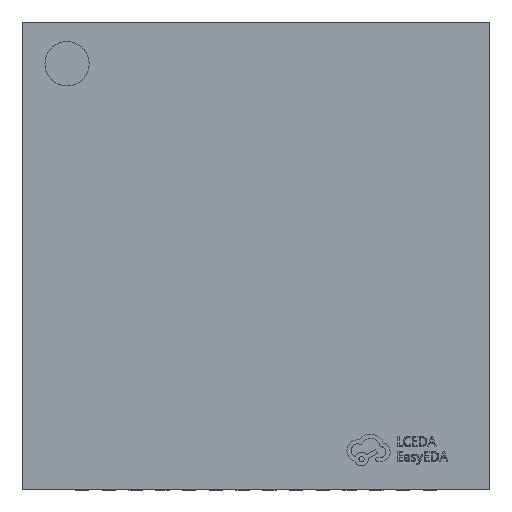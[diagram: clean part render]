
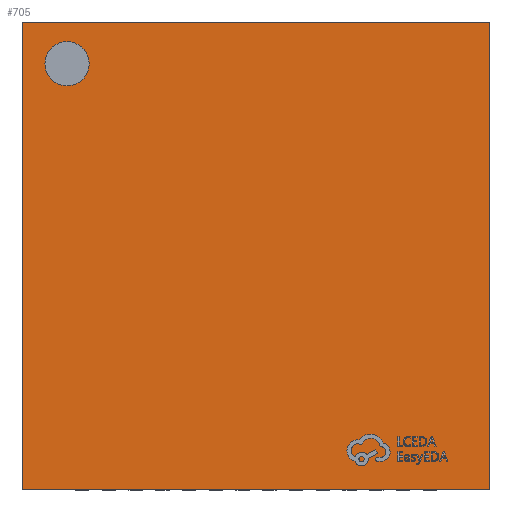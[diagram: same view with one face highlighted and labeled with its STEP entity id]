
A CAD part, top view. The second image highlights one B-rep face of the part: STEP entity #705.
In plain terms, the highlighted planar face has unit normal (0, 0, 1).
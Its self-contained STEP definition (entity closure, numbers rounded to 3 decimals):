
#705 = ADVANCED_FACE ( 'NONE', ( #11007, #62103 ), #5884, .F. ) ;
#3096 = AXIS2_PLACEMENT_3D ( 'NONE', #50696, #4067, #18662 ) ;
#4067 = DIRECTION ( 'NONE',  ( 0., 0., 1. ) ) ;
#4798 = ORIENTED_EDGE ( 'NONE', *, *, #59902, .T. ) ;
#4888 = DIRECTION ( 'NONE',  ( -1., 0., 0. ) ) ;
#5884 = PLANE ( 'NONE',  #34194 ) ;
#7577 = DIRECTION ( 'NONE',  ( 0., 1., 0. ) ) ;
#9232 = AXIS2_PLACEMENT_3D ( 'NONE', #36983, #47251, #57867 ) ;
#10363 = CIRCLE ( 'NONE', #9232, 0.331 ) ;
#10818 = EDGE_LOOP ( 'NONE', ( #58583, #50464 ) ) ;
#11007 = FACE_BOUND ( 'NONE', #10818, .T. ) ;
#15004 = EDGE_CURVE ( 'NONE', #65417, #47554, #59463, .T. ) ;
#15528 = VECTOR ( 'NONE', #20831, 1000. ) ;
#17583 = EDGE_CURVE ( 'NONE', #36960, #22781, #10363, .T. ) ;
#18662 = DIRECTION ( 'NONE',  ( 1., 0., 0. ) ) ;
#19387 = ORIENTED_EDGE ( 'NONE', *, *, #63509, .T. ) ;
#20086 = ORIENTED_EDGE ( 'NONE', *, *, #15004, .T. ) ;
#20165 = CARTESIAN_POINT ( 'NONE',  ( -3.5, -3.5, 0. ) ) ;
#20831 = DIRECTION ( 'NONE',  ( 0., -1., 0. ) ) ;
#22385 = DIRECTION ( 'NONE',  ( -1., 0., 0. ) ) ;
#22781 = VERTEX_POINT ( 'NONE', #50419 ) ;
#23291 = CARTESIAN_POINT ( 'NONE',  ( -3.5, -3.5, 0. ) ) ;
#24520 = ORIENTED_EDGE ( 'NONE', *, *, #58898, .T. ) ;
#26079 = CARTESIAN_POINT ( 'NONE',  ( -2.495, 2.874, 0. ) ) ;
#26566 = CARTESIAN_POINT ( 'NONE',  ( 0., 0., 0. ) ) ;
#30675 = DIRECTION ( 'NONE',  ( 0., 0., -1. ) ) ;
#33326 = CARTESIAN_POINT ( 'NONE',  ( 3.5, -3.5, 0. ) ) ;
#34194 = AXIS2_PLACEMENT_3D ( 'NONE', #26566, #30675, #4888 ) ;
#34824 = CARTESIAN_POINT ( 'NONE',  ( 3.5, -3.5, 0. ) ) ;
#36918 = EDGE_CURVE ( 'NONE', #22781, #36960, #56354, .T. ) ;
#36960 = VERTEX_POINT ( 'NONE', #26079 ) ;
#36983 = CARTESIAN_POINT ( 'NONE',  ( -2.827, 2.874, 0. ) ) ;
#40541 = EDGE_LOOP ( 'NONE', ( #4798, #19387, #24520, #20086 ) ) ;
#45010 = VECTOR ( 'NONE', #7577, 1000. ) ;
#47251 = DIRECTION ( 'NONE',  ( 0., 0., 1. ) ) ;
#47554 = VERTEX_POINT ( 'NONE', #34824 ) ;
#48279 = CARTESIAN_POINT ( 'NONE',  ( -3.5, 3.5, 0. ) ) ;
#50419 = CARTESIAN_POINT ( 'NONE',  ( -3.158, 2.874, 0. ) ) ;
#50464 = ORIENTED_EDGE ( 'NONE', *, *, #36918, .F. ) ;
#50696 = CARTESIAN_POINT ( 'NONE',  ( -2.827, 2.874, 0. ) ) ;
#50854 = LINE ( 'NONE', #20165, #15528 ) ;
#54047 = LINE ( 'NONE', #48279, #65151 ) ;
#54343 = DIRECTION ( 'NONE',  ( 1., 0., 0. ) ) ;
#54451 = VECTOR ( 'NONE', #54343, 1000. ) ;
#54847 = LINE ( 'NONE', #33326, #45010 ) ;
#56354 = CIRCLE ( 'NONE', #3096, 0.331 ) ;
#57867 = DIRECTION ( 'NONE',  ( 1., 0., 0. ) ) ;
#58445 = CARTESIAN_POINT ( 'NONE',  ( 3.5, 3.5, 0. ) ) ;
#58583 = ORIENTED_EDGE ( 'NONE', *, *, #17583, .F. ) ;
#58898 = EDGE_CURVE ( 'NONE', #63548, #65417, #50854, .T. ) ;
#59463 = LINE ( 'NONE', #23291, #54451 ) ;
#59616 = CARTESIAN_POINT ( 'NONE',  ( -3.5, -3.5, 0. ) ) ;
#59902 = EDGE_CURVE ( 'NONE', #47554, #64717, #54847, .T. ) ;
#62103 = FACE_OUTER_BOUND ( 'NONE', #40541, .T. ) ;
#63509 = EDGE_CURVE ( 'NONE', #64717, #63548, #54047, .T. ) ;
#63548 = VERTEX_POINT ( 'NONE', #65308 ) ;
#64717 = VERTEX_POINT ( 'NONE', #58445 ) ;
#65151 = VECTOR ( 'NONE', #22385, 1000. ) ;
#65308 = CARTESIAN_POINT ( 'NONE',  ( -3.5, 3.5, 0. ) ) ;
#65417 = VERTEX_POINT ( 'NONE', #59616 ) ;
